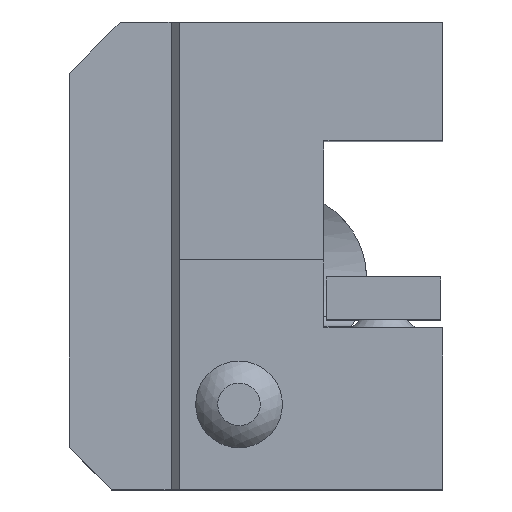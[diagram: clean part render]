
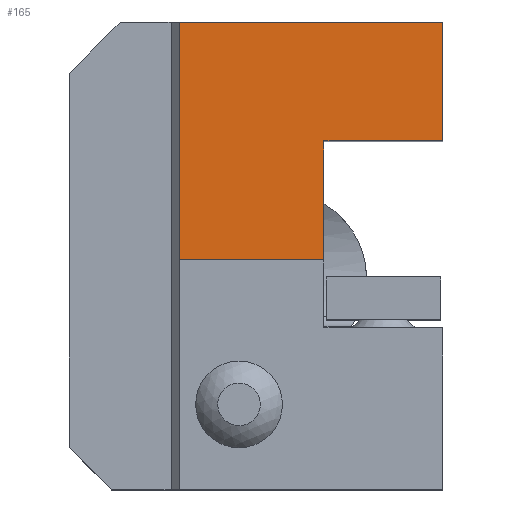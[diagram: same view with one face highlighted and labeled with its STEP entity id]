
A CAD part, top view. The second image highlights one B-rep face of the part: STEP entity #165.
In plain terms, the highlighted planar face has unit normal (0, 0, 1).
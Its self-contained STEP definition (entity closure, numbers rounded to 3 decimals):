
#49=PLANE('',#1319);
#104=FACE_OUTER_BOUND('',#263,.T.);
#165=ADVANCED_FACE('',(#104),#49,.F.);
#263=EDGE_LOOP('',(#460,#461,#462,#463,#464,#465));
#460=ORIENTED_EDGE('',*,*,#937,.F.);
#461=ORIENTED_EDGE('',*,*,#938,.T.);
#462=ORIENTED_EDGE('',*,*,#939,.F.);
#463=ORIENTED_EDGE('',*,*,#940,.F.);
#464=ORIENTED_EDGE('',*,*,#941,.F.);
#465=ORIENTED_EDGE('',*,*,#942,.F.);
#814=VERTEX_POINT('',#1930);
#815=VERTEX_POINT('',#1931);
#816=VERTEX_POINT('',#1933);
#817=VERTEX_POINT('',#1935);
#818=VERTEX_POINT('',#1937);
#819=VERTEX_POINT('',#1939);
#937=EDGE_CURVE('',#814,#815,#1081,.T.);
#938=EDGE_CURVE('',#814,#816,#1082,.T.);
#939=EDGE_CURVE('',#817,#816,#1083,.T.);
#940=EDGE_CURVE('',#818,#817,#1084,.T.);
#941=EDGE_CURVE('',#819,#818,#1085,.T.);
#942=EDGE_CURVE('',#815,#819,#1086,.T.);
#1081=LINE('',#1929,#1199);
#1082=LINE('',#1932,#1200);
#1083=LINE('',#1934,#1201);
#1084=LINE('',#1936,#1202);
#1085=LINE('',#1938,#1203);
#1086=LINE('',#1940,#1204);
#1199=VECTOR('',#1512,1.);
#1200=VECTOR('',#1513,1.);
#1201=VECTOR('',#1514,1.);
#1202=VECTOR('',#1515,1.);
#1203=VECTOR('',#1516,1.);
#1204=VECTOR('',#1517,1.);
#1319=AXIS2_PLACEMENT_3D('',#1941,#1518,#1519);
#1512=DIRECTION('',(0.,1.,0.));
#1513=DIRECTION('',(1.,0.,0.));
#1514=DIRECTION('',(0.,-1.,0.));
#1515=DIRECTION('',(-1.,0.,0.));
#1516=DIRECTION('',(0.,-1.,0.));
#1517=DIRECTION('',(1.,0.,0.));
#1518=DIRECTION('',(0.,0.,-1.));
#1519=DIRECTION('',(-1.,0.,0.));
#1929=CARTESIAN_POINT('',(-12.,-25.,55.));
#1930=CARTESIAN_POINT('',(-12.,2.,55.));
#1931=CARTESIAN_POINT('',(-12.,30.,55.));
#1932=CARTESIAN_POINT('',(-32.,2.,55.));
#1933=CARTESIAN_POINT('',(5.,2.,55.));
#1934=CARTESIAN_POINT('',(5.,16.,55.));
#1935=CARTESIAN_POINT('',(5.,16.,55.));
#1936=CARTESIAN_POINT('',(19.,16.,55.));
#1937=CARTESIAN_POINT('',(19.,16.,55.));
#1938=CARTESIAN_POINT('',(19.,30.,55.));
#1939=CARTESIAN_POINT('',(19.,30.,55.));
#1940=CARTESIAN_POINT('',(-19.,30.,55.));
#1941=CARTESIAN_POINT('',(19.,-25.,55.));
